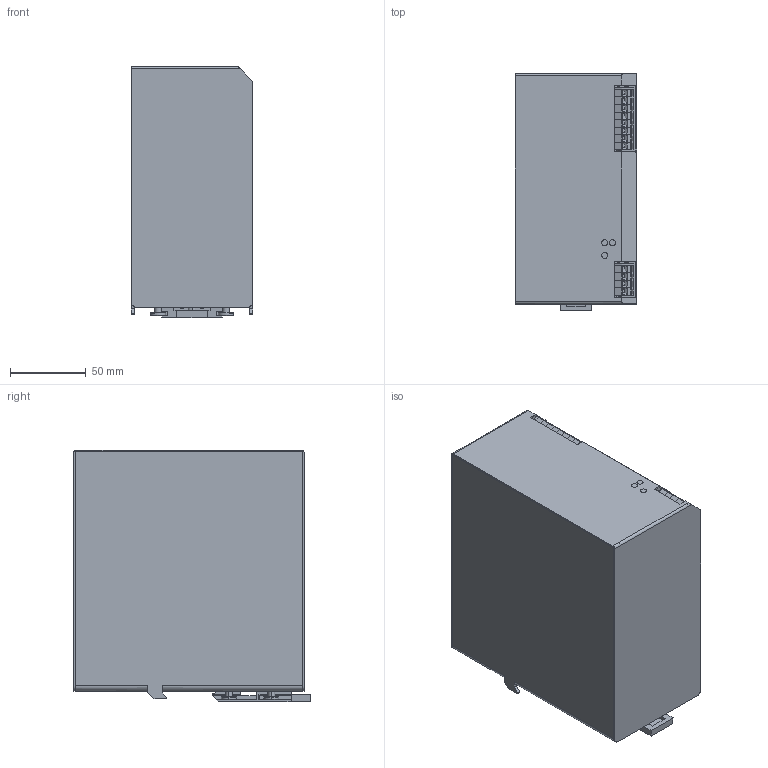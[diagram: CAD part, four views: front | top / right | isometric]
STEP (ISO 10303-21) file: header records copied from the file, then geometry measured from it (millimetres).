
FILE_DESCRIPTION(('HOOPS Exchange Step'),'2;1');
FILE_NAME('export-1CEC6B7C-AE32-4660-BCCA-7479FB6A8D72.stp','2023-09-27T11:55:41+02:00',('jberger'),('Alibre'),'HOOPS Exchange 2021.0','Alibre','Unknown authorisation');
FILE_SCHEMA( ('AP242_MANAGED_MODEL_BASED_3D_ENGINEERING_MIM_LF {1 0 10303 442 1 1 4 }') );
Length unit declared in the file: centimetre
Products named in the file (12): gehaeuse_1; LED; stecker_1; stecker_2; stecker_3; steckerleiste_4; steckerleiste_8; gehaeuse_2; 088-252; 180-587.3_10A; halterung_schieber; Neue 3D Baugruppe (1)
Assembly tree (30 placements, depth 3):
  Neue 3D Baugruppe (1)
    gehaeuse_1
    LED  x3
    steckerleiste_4
      stecker_1  x5
      stecker_2
      stecker_3
    steckerleiste_8
      stecker_1  x8
      stecker_2
      stecker_3
    gehaeuse_2
    halterung_schieber
      088-252  x4
      180-587.3_10A
Bounding box: 80.5 x 156.76 x 166.25 mm (x, y, z)
Volume: 1951620.1 mm3; surface area: 193367 mm2
Topology: 27 solids, 27 shells, 917 faces, 2340 edges, 1535 vertices
Faces by surface type: plane 743, cylinder 146, cone 28
Full cylindrical faces by diameter (mm): 1.2 x4, 1.6 x4, 4 x6
Entity records: 9199 total; most frequent: CARTESIAN_POINT 1579, DIRECTION 1524, ORIENTED_EDGE 1498, EDGE_CURVE 749, VECTOR 644, LINE 644, VERTEX_POINT 495, AXIS2_PLACEMENT_3D 440
